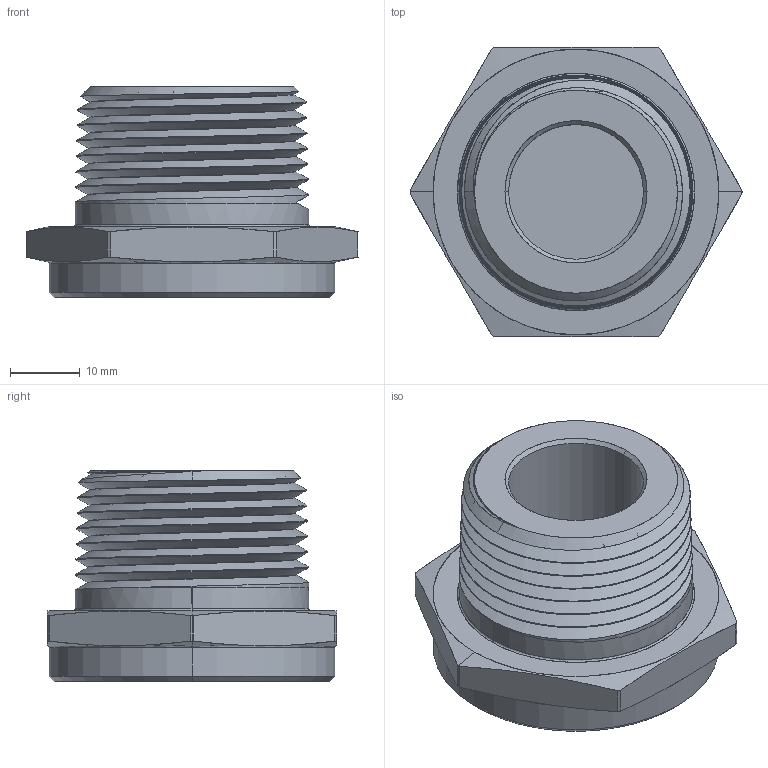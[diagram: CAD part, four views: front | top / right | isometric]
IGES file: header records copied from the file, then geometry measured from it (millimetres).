
Start section: SolidWorks IGES file using analytic representation for surfaces
Global section: file name: 101016.igs; native system: SolidWorks 2012; preprocessor: SolidWorks 2012; author: ernesto; date: 130823.122227; units: inch
Bounding box: 47.5 x 41.4 x 30.23 mm (x, y, z)
Surface area: 9614.5 mm2 (no closed solid volume)
Topology: 0 solids, 0 shells, 62 faces, 1192 edges, 1192 vertices
Faces by surface type: revolution 41, bspline 21
